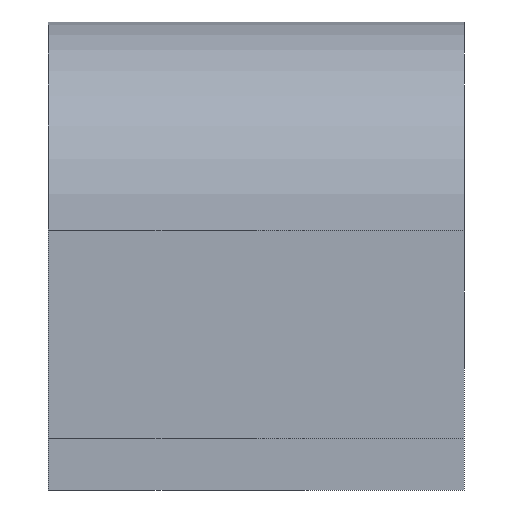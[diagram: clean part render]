
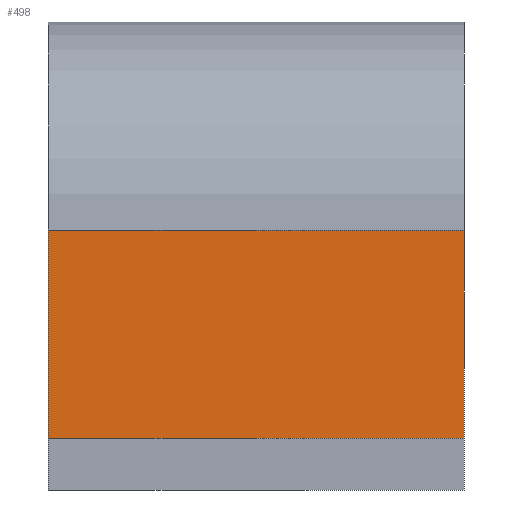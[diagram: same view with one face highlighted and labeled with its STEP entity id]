
A CAD part, front view. The second image highlights one B-rep face of the part: STEP entity #498.
In plain terms, the highlighted planar face has unit normal (0, -1, 0).
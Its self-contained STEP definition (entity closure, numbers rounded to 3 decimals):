
#337=CARTESIAN_POINT('Vertex',(0.,-6.,-6.)) ;
#344=CARTESIAN_POINT('Vertex',(12.,-6.,-6.)) ;
#347=CARTESIAN_POINT('Line Origine',(6.,-6.,-6.)) ;
#468=CARTESIAN_POINT('Axis2P3D Location',(0.,-6.,-6.)) ;
#473=CARTESIAN_POINT('Line Origine',(6.,-6.,0.)) ;
#477=CARTESIAN_POINT('Vertex',(0.,-6.,0.)) ;
#479=CARTESIAN_POINT('Vertex',(12.,-6.,0.)) ;
#482=CARTESIAN_POINT('Line Origine',(0.,-6.,-3.)) ;
#487=CARTESIAN_POINT('Line Origine',(12.,-6.,-3.)) ;
#348=DIRECTION('Vector Direction',(1.,0.,0.)) ;
#469=DIRECTION('Axis2P3D Direction',(0.,1.,0.)) ;
#470=DIRECTION('Axis2P3D XDirection',(0.,0.,1.)) ;
#474=DIRECTION('Vector Direction',(1.,0.,0.)) ;
#483=DIRECTION('Vector Direction',(0.,0.,1.)) ;
#488=DIRECTION('Vector Direction',(0.,0.,1.)) ;
#471=AXIS2_PLACEMENT_3D('Plane Axis2P3D',#468,#469,#470) ;
#493=ORIENTED_EDGE('',*,*,#481,.F.) ;
#494=ORIENTED_EDGE('',*,*,#486,.T.) ;
#495=ORIENTED_EDGE('',*,*,#351,.T.) ;
#496=ORIENTED_EDGE('',*,*,#491,.F.) ;
#349=VECTOR('Line Direction',#348,1.) ;
#475=VECTOR('Line Direction',#474,1.) ;
#484=VECTOR('Line Direction',#483,1.) ;
#489=VECTOR('Line Direction',#488,1.) ;
#498=ADVANCED_FACE('PartBody',(#497),#472,.F.) ;
#351=EDGE_CURVE('',#338,#345,#350,.T.) ;
#481=EDGE_CURVE('',#478,#480,#476,.T.) ;
#486=EDGE_CURVE('',#478,#338,#485,.F.) ;
#491=EDGE_CURVE('',#480,#345,#490,.F.) ;
#492=EDGE_LOOP('',(#493,#494,#495,#496)) ;
#497=FACE_OUTER_BOUND('',#492,.T.) ;
#350=LINE('Line',#347,#349) ;
#476=LINE('Line',#473,#475) ;
#485=LINE('Line',#482,#484) ;
#490=LINE('Line',#487,#489) ;
#472=PLANE('Plane',#471) ;
#338=VERTEX_POINT('',#337) ;
#345=VERTEX_POINT('',#344) ;
#478=VERTEX_POINT('',#477) ;
#480=VERTEX_POINT('',#479) ;
